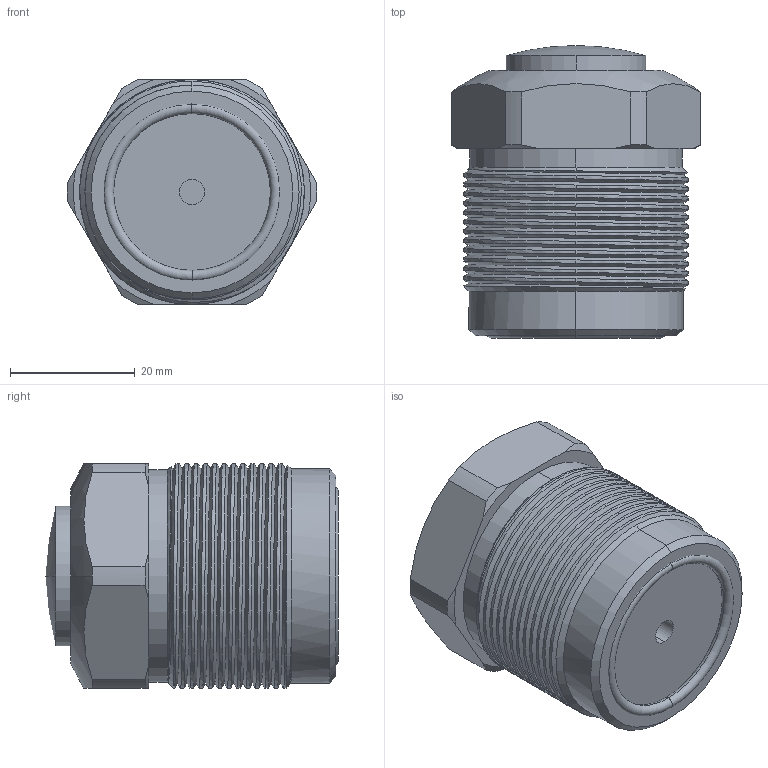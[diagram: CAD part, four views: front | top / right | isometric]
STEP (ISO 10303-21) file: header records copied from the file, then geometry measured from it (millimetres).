
FILE_DESCRIPTION (( 'STEP AP203' ), '1' );
FILE_NAME ('CTC-P036R-10.STEP', '2020-01-14T06:30:01', ( 'PC' ), ( '' ), 'SwSTEP 2.0', 'SolidWorks 2015', '' );
FILE_SCHEMA (( 'CONFIG_CONTROL_DESIGN' ));
Length unit declared in the file: millimetre
Products named in the file (3): CTC-P036R-10; AS568-022
Assembly tree (2 placements, depth 2):
  CTC-P036R-10
    AS568-022
    CTC-P036R-10
Bounding box: 40 x 46.88 x 36 mm (x, y, z)
Volume: 42573 mm3; surface area: 9048 mm2
Topology: 2 solids, 2 shells, 77 faces, 200 edges, 129 vertices
Faces by surface type: cylinder 42, cone 14, plane 11, torus 4, sphere 4, bspline 2
Entity records: 5812 total; most frequent: CARTESIAN_POINT 3756, ORIENTED_EDGE 400, DIRECTION 358, EDGE_CURVE 200, AXIS2_PLACEMENT_3D 149, VERTEX_POINT 129, EDGE_LOOP 81, FACE_OUTER_BOUND 77
